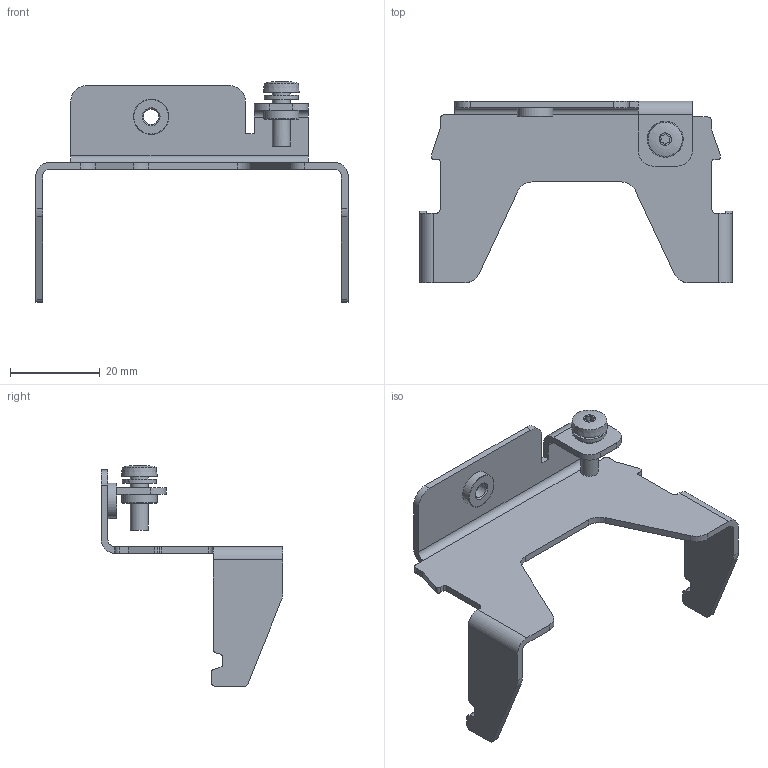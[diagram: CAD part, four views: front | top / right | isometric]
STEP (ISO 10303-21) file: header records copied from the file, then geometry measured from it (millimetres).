
FILE_DESCRIPTION(/* description */ (''),/* implementation_level */ '2;1');
FILE_NAME(/* name */ '6GK5980-2HA00-0AA1_3d.stp',/* time_stamp */ '2025-08-11T10:37:27+02:00',/* author */ (''),/* organization */ (''),/* preprocessor_version */ 'ST-DEVELOPER v20',/* originating_system */ 'SIEMENS PLM Software NX2406.8300',/* authorisation */ '');
FILE_SCHEMA (('AUTOMOTIVE_DESIGN { 1 0 10303 214 3 1 1 1 }'));
Length unit declared in the file: millimetre
Products named in the file (2): Body; 2021_6GK5980-2HA00-0AA1_Simplify
Assembly tree (1 placements, depth 2):
  2021_6GK5980-2HA00-0AA1_Simplify
    Body
Bounding box: 69.65 x 40.5 x 49.25 mm (x, y, z)
Volume: 5543.2 mm3; surface area: 8007.3 mm2
Topology: 1 solids, 1 shells, 129 faces, 350 edges, 233 vertices
Faces by surface type: plane 62, cylinder 59, cone 7, bspline 1
Full cylindrical faces by diameter (mm): 3.422 x1, 4 x3, 5.4 x2, 7.9 x2
Entity records: 4893 total; most frequent: DIRECTION 714, CARTESIAN_POINT 703, ORIENTED_EDGE 646, EDGE_CURVE 323, AXIS2_PLACEMENT_3D 262, VERTEX_POINT 223, LINE 190, VECTOR 190
